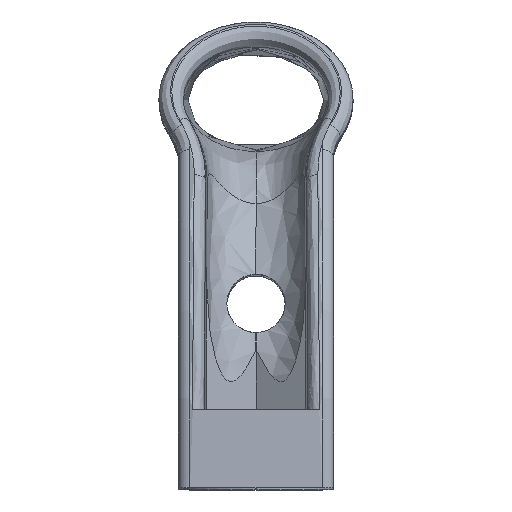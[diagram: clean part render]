
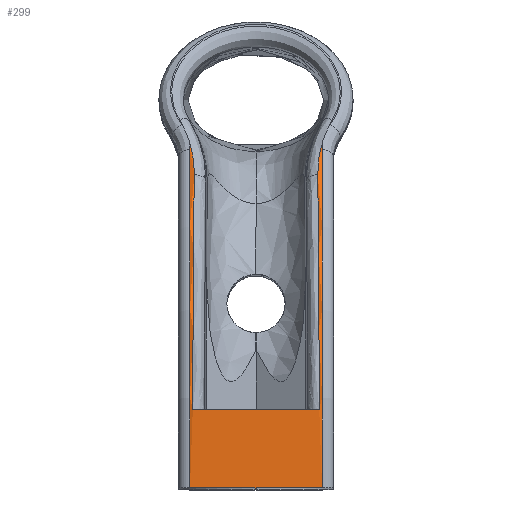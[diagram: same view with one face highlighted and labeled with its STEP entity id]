
A CAD part, top view. The second image highlights one B-rep face of the part: STEP entity #299.
In plain terms, the highlighted cylindrical face has radius 60 mm (diameter 120 mm), a partial arc.
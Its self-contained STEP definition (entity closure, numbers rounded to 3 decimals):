
#299=ADVANCED_FACE('NONE',(#672),#673,.T.);
#672=FACE_OUTER_BOUND('',#2580,.T.);
#673=CYLINDRICAL_SURFACE('',#2581,60.0);
#2580=EDGE_LOOP('',(#5644,#5645,#5646,#5647,#5648,#5649,#5650,#5651,#5652,#5653));
#2581=AXIS2_PLACEMENT_3D('',#5654,#5655,#5656);
#5644=ORIENTED_EDGE('',*,*,#6274,.F.);
#5645=ORIENTED_EDGE('',*,*,#6484,.F.);
#5646=ORIENTED_EDGE('',*,*,#6485,.F.);
#5647=ORIENTED_EDGE('',*,*,#6486,.F.);
#5648=ORIENTED_EDGE('',*,*,#6487,.F.);
#5649=ORIENTED_EDGE('',*,*,#6299,.T.);
#5650=ORIENTED_EDGE('',*,*,#6488,.F.);
#5651=ORIENTED_EDGE('',*,*,#6489,.F.);
#5652=ORIENTED_EDGE('',*,*,#6490,.F.);
#5653=ORIENTED_EDGE('',*,*,#6491,.F.);
#5654=CARTESIAN_POINT('',(-12.5,-40.0,11.0));
#5655=DIRECTION('',(-1.0,0.0,0.0));
#5656=DIRECTION('',(0.0,0.0,1.0));
#6274=EDGE_CURVE('NONE',#6907,#6909,#6910,.T.);
#6299=EDGE_CURVE('NONE',#6956,#6954,#6957,.T.);
#6484=EDGE_CURVE('NONE',#7205,#6907,#7206,.T.);
#6485=EDGE_CURVE('NONE',#7207,#7205,#7208,.T.);
#6486=EDGE_CURVE('NONE',#7209,#7207,#7210,.T.);
#6487=EDGE_CURVE('NONE',#6956,#7209,#7211,.T.);
#6488=EDGE_CURVE('NONE',#7212,#6954,#7213,.T.);
#6489=EDGE_CURVE('NONE',#7214,#7212,#7215,.T.);
#6490=EDGE_CURVE('NONE',#7216,#7214,#7217,.T.);
#6491=EDGE_CURVE('NONE',#6909,#7216,#7218,.T.);
#6907=VERTEX_POINT('NONE',#8510);
#6909=VERTEX_POINT('NONE',#8512);
#6910=LINE('',#8513,#8514);
#6954=VERTEX_POINT('NONE',#8577);
#6956=VERTEX_POINT('NONE',#8588);
#6957=LINE('',#8589,#8590);
#7205=VERTEX_POINT('NONE',#9939);
#7206=CIRCLE('',#9940,60.0);
#7207=VERTEX_POINT('NONE',#9941);
#7208=B_SPLINE_CURVE_WITH_KNOTS('',3,(#9942,#9943,#9944,#9945),.UNSPECIFIED.,.F.,.F.,(4,4),(0.002,0.003),.UNSPECIFIED.);
#7209=VERTEX_POINT('NONE',#9946);
#7210=B_SPLINE_CURVE_WITH_KNOTS('',3,(#9947,#9948,#9949,#9950,#9951,#9952,#9953,#9954),.UNSPECIFIED.,.F.,.F.,(4,2,2,4),(0.0,0.001,0.002,0.004),.UNSPECIFIED.);
#7211=(B_SPLINE_CURVE(3,(#9956,#9957,#9958,#9959),.UNSPECIFIED.,.F.,.F.)B_SPLINE_CURVE_WITH_KNOTS((4,4),(0.134,0.567),.UNSPECIFIED.)RATIONAL_B_SPLINE_CURVE((1.0,0.984,0.984,1.0))BOUNDED_CURVE()REPRESENTATION_ITEM('')GEOMETRIC_REPRESENTATION_ITEM()CURVE());
#7212=VERTEX_POINT('NONE',#9966);
#7213=(B_SPLINE_CURVE(3,(#9968,#9969,#9970,#9971),.UNSPECIFIED.,.F.,.F.)B_SPLINE_CURVE_WITH_KNOTS((4,4),(2.574,3.008),.UNSPECIFIED.)RATIONAL_B_SPLINE_CURVE((1.0,0.984,0.984,1.0))BOUNDED_CURVE()REPRESENTATION_ITEM('')GEOMETRIC_REPRESENTATION_ITEM()CURVE());
#7214=VERTEX_POINT('NONE',#9978);
#7215=B_SPLINE_CURVE_WITH_KNOTS('',3,(#9979,#9980,#9981,#9982,#9983,#9984),.UNSPECIFIED.,.F.,.F.,(4,2,4),(0.003,0.005,0.007),.UNSPECIFIED.);
#7216=VERTEX_POINT('NONE',#9985);
#7217=B_SPLINE_CURVE_WITH_KNOTS('',3,(#9986,#9987,#9988,#9989),.UNSPECIFIED.,.F.,.F.,(4,4),(0.0,0.001),.UNSPECIFIED.);
#7218=CIRCLE('',#9990,60.0);
#8510=CARTESIAN_POINT('',(6.8,-40.0,71.0));
#8512=CARTESIAN_POINT('',(-6.8,-40.0,71.0));
#8513=CARTESIAN_POINT('',(8.0,-40.0,71.0));
#8514=VECTOR('',#10827,1000.0);
#8577=CARTESIAN_POINT('',(-6.514,-32.0,70.464));
#8588=CARTESIAN_POINT('',(6.514,-32.0,70.464));
#8589=CARTESIAN_POINT('',(-12.5,-32.0,70.464));
#8590=VECTOR('',#10856,1000.0);
#9939=CARTESIAN_POINT('',(6.8,-5.186,59.867));
#9940=AXIS2_PLACEMENT_3D('',#10975,#10976,#10977);
#9941=CARTESIAN_POINT('',(6.921,-4.163,59.122));
#9942=CARTESIAN_POINT('',(6.921,-4.163,59.122));
#9943=CARTESIAN_POINT('',(6.841,-4.497,59.371));
#9944=CARTESIAN_POINT('',(6.8,-4.84,59.62));
#9945=CARTESIAN_POINT('',(6.8,-5.186,59.867));
#9946=CARTESIAN_POINT('',(6.363,-7.759,61.601));
#9947=CARTESIAN_POINT('',(6.363,-7.759,61.601));
#9948=CARTESIAN_POINT('',(6.359,-7.446,61.402));
#9949=CARTESIAN_POINT('',(6.369,-7.137,61.201));
#9950=CARTESIAN_POINT('',(6.414,-6.522,60.793));
#9951=CARTESIAN_POINT('',(6.449,-6.216,60.586));
#9952=CARTESIAN_POINT('',(6.591,-5.313,59.962));
#9953=CARTESIAN_POINT('',(6.734,-4.729,59.544));
#9954=CARTESIAN_POINT('',(6.921,-4.163,59.122));
#9956=CARTESIAN_POINT('',(6.514,-32.0,70.464));
#9957=CARTESIAN_POINT('',(6.495,-23.338,69.299));
#9958=CARTESIAN_POINT('',(6.443,-15.13,66.298));
#9959=CARTESIAN_POINT('',(6.363,-7.759,61.601));
#9966=CARTESIAN_POINT('',(-6.363,-7.759,61.601));
#9968=CARTESIAN_POINT('',(-6.363,-7.759,61.601));
#9969=CARTESIAN_POINT('',(-6.443,-15.13,66.298));
#9970=CARTESIAN_POINT('',(-6.495,-23.338,69.299));
#9971=CARTESIAN_POINT('',(-6.514,-32.0,70.464));
#9978=CARTESIAN_POINT('',(-6.921,-4.163,59.122));
#9979=CARTESIAN_POINT('',(-6.921,-4.163,59.122));
#9980=CARTESIAN_POINT('',(-6.732,-4.736,59.548));
#9981=CARTESIAN_POINT('',(-6.59,-5.321,59.968));
#9982=CARTESIAN_POINT('',(-6.402,-6.519,60.795));
#9983=CARTESIAN_POINT('',(-6.356,-7.131,61.202));
#9984=CARTESIAN_POINT('',(-6.363,-7.759,61.601));
#9985=CARTESIAN_POINT('',(-6.8,-5.186,59.867));
#9986=CARTESIAN_POINT('',(-6.8,-5.186,59.867));
#9987=CARTESIAN_POINT('',(-6.8,-4.837,59.618));
#9988=CARTESIAN_POINT('',(-6.841,-4.496,59.37));
#9989=CARTESIAN_POINT('',(-6.921,-4.163,59.122));
#9990=AXIS2_PLACEMENT_3D('',#10978,#10979,#10980);
#10827=DIRECTION('',(-1.0,-0.0,0.0));
#10856=DIRECTION('',(-1.0,-0.0,-0.0));
#10975=CARTESIAN_POINT('',(6.8,-40.0,11.0));
#10976=DIRECTION('',(1.0,0.0,-0.0));
#10977=DIRECTION('',(0.0,0.,1.0));
#10978=CARTESIAN_POINT('',(-6.8,-40.0,11.0));
#10979=DIRECTION('',(-1.0,0.0,0.0));
#10980=DIRECTION('',(0.0,0.0,1.0));
